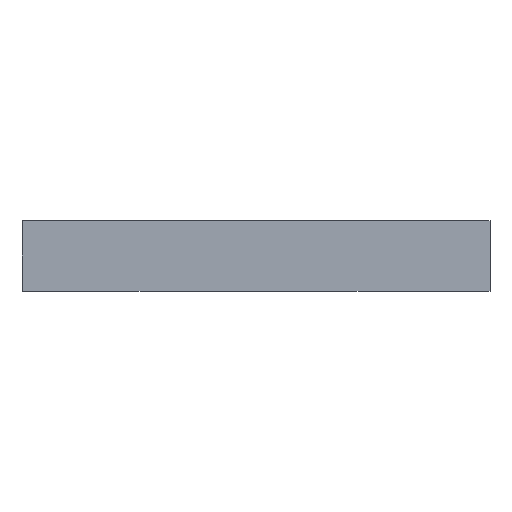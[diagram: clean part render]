
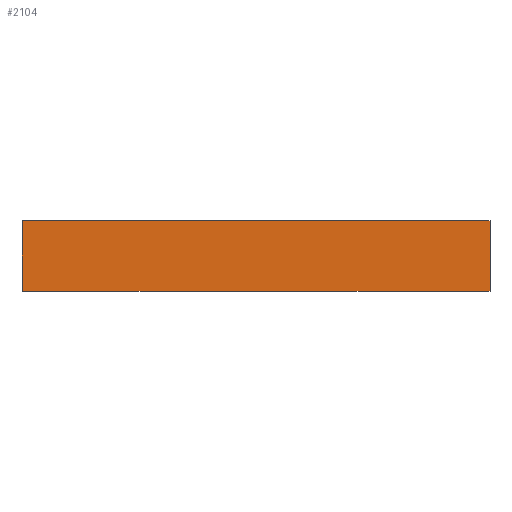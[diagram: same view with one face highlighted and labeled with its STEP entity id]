
A CAD part, front view. The second image highlights one B-rep face of the part: STEP entity #2104.
In plain terms, the highlighted planar face has unit normal (0, -1, 0).
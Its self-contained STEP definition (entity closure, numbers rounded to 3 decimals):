
#109=FACE_OUTER_BOUND('',#226,.T.);
#226=EDGE_LOOP('',(#1626,#1627,#1628,#1629));
#338=LINE('',#2913,#598);
#361=LINE('',#2986,#621);
#365=LINE('',#2995,#625);
#480=LINE('',#3279,#740);
#598=VECTOR('',#2341,10.);
#621=VECTOR('',#2394,10.);
#625=VECTOR('',#2402,10.);
#740=VECTOR('',#2655,10.);
#858=VERTEX_POINT('',#2910);
#859=VERTEX_POINT('',#2912);
#894=VERTEX_POINT('',#2984);
#897=VERTEX_POINT('',#2994);
#1058=EDGE_CURVE('',#859,#858,#338,.T.);
#1095=EDGE_CURVE('',#858,#894,#361,.T.);
#1099=EDGE_CURVE('',#897,#859,#365,.T.);
#1242=EDGE_CURVE('',#897,#894,#480,.T.);
#1626=ORIENTED_EDGE('',*,*,#1099,.T.);
#1627=ORIENTED_EDGE('',*,*,#1058,.T.);
#1628=ORIENTED_EDGE('',*,*,#1095,.T.);
#1629=ORIENTED_EDGE('',*,*,#1242,.F.);
#2000=PLANE('',#2268);
#2104=ADVANCED_FACE('',(#109),#2000,.T.);
#2268=AXIS2_PLACEMENT_3D('',#3295,#2664,#2665);
#2341=DIRECTION('',(1.,0.,0.));
#2394=DIRECTION('',(0.,0.,1.));
#2402=DIRECTION('',(0.,0.,-1.));
#2655=DIRECTION('',(1.,0.,0.));
#2664=DIRECTION('center_axis',(0.,-1.,0.));
#2665=DIRECTION('ref_axis',(1.,0.,0.));
#2910=CARTESIAN_POINT('',(75.,92.,0.));
#2912=CARTESIAN_POINT('',(-25.,92.,0.));
#2913=CARTESIAN_POINT('',(-170.,92.,0.));
#2984=CARTESIAN_POINT('',(75.,92.,15.));
#2986=CARTESIAN_POINT('',(75.,92.,3.75));
#2994=CARTESIAN_POINT('',(-25.,92.,15.));
#2995=CARTESIAN_POINT('',(-25.,92.,3.75));
#3279=CARTESIAN_POINT('',(-170.,92.,15.));
#3295=CARTESIAN_POINT('Origin',(-170.,92.,0.));
